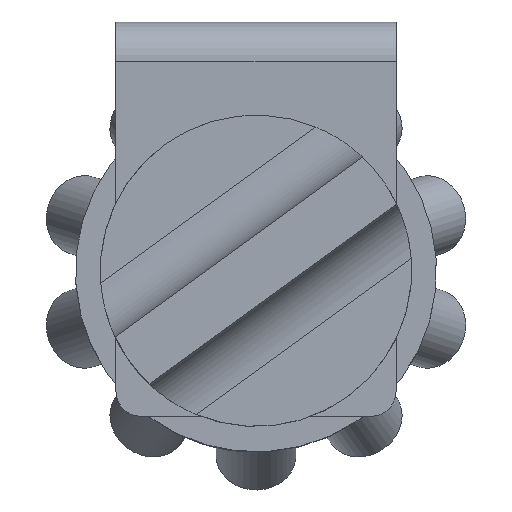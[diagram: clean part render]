
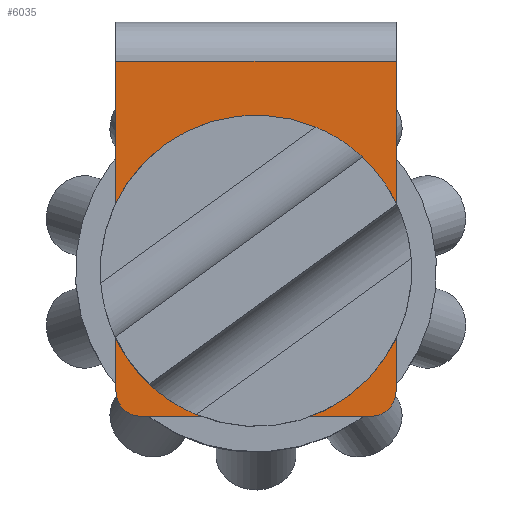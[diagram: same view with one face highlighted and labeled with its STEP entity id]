
A CAD part, top view. The second image highlights one B-rep face of the part: STEP entity #6035.
In plain terms, the highlighted planar face has unit normal (0, 0, 1).
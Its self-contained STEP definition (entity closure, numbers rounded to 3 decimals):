
#5838=CARTESIAN_POINT('',(23.428,14.765,11.377));
#5839=VERTEX_POINT('',#5838);
#5840=CARTESIAN_POINT('',(20.378,11.715,11.377));
#5841=VERTEX_POINT('',#5840);
#5842=CARTESIAN_POINT('',(20.378,14.765,11.377));
#5843=DIRECTION('',(0.,0.,-1.0));
#5844=DIRECTION('',(0.707,-0.707,0.));
#5845=AXIS2_PLACEMENT_3D('',#5842,#5843,#5844);
#5846=CIRCLE('',#5845,3.05);
#5847=EDGE_CURVE('',#5839,#5841,#5846,.T.);
#5870=CARTESIAN_POINT('',(-7.812,11.715,11.377));
#5871=VERTEX_POINT('',#5870);
#5880=CARTESIAN_POINT('',(-7.812,11.715,11.377));
#5881=DIRECTION('',(1.0,0.0,0.0));
#5882=VECTOR('',#5881,28.19);
#5883=LINE('',#5880,#5882);
#5884=EDGE_CURVE('',#5871,#5841,#5883,.T.);
#5894=CARTESIAN_POINT('',(-10.862,14.765,11.377));
#5895=VERTEX_POINT('',#5894);
#5896=CARTESIAN_POINT('',(-7.812,14.765,11.377));
#5897=DIRECTION('',(0.,0.,-1.0));
#5898=DIRECTION('',(-0.707,-0.707,0.));
#5899=AXIS2_PLACEMENT_3D('',#5896,#5897,#5898);
#5900=CIRCLE('',#5899,3.05);
#5901=EDGE_CURVE('',#5871,#5895,#5900,.T.);
#5919=CARTESIAN_POINT('',(23.428,55.145,11.377));
#5920=VERTEX_POINT('',#5919);
#5928=CARTESIAN_POINT('',(23.428,14.765,11.377));
#5929=DIRECTION('',(0.0,1.0,0.0));
#5930=VECTOR('',#5929,40.38);
#5931=LINE('',#5928,#5930);
#5932=EDGE_CURVE('',#5839,#5920,#5931,.T.);
#5948=CARTESIAN_POINT('',(-10.862,55.145,11.377));
#5949=VERTEX_POINT('',#5948);
#5963=CARTESIAN_POINT('',(-10.862,14.765,11.377));
#5964=DIRECTION('',(0.0,1.0,0.0));
#5965=VECTOR('',#5964,40.38);
#5966=LINE('',#5963,#5965);
#5967=EDGE_CURVE('',#5895,#5949,#5966,.T.);
#5980=CARTESIAN_POINT('',(-10.862,55.145,11.377));
#5981=DIRECTION('',(1.0,0.0,0.0));
#5982=VECTOR('',#5981,34.29);
#5983=LINE('',#5980,#5982);
#5984=EDGE_CURVE('',#5949,#5920,#5983,.T.);
#5989=CARTESIAN_POINT('',(-10.862,11.715,11.377));
#5990=DIRECTION('',(0.0,0.0,1.0));
#5991=DIRECTION('',(-1.0,0.0,0.0));
#5992=AXIS2_PLACEMENT_3D('',#5989,#5990,#5991);
#5993=PLANE('',#5992);
#5994=ORIENTED_EDGE('',*,*,#5984,.F.);
#5995=ORIENTED_EDGE('',*,*,#5967,.F.);
#5996=ORIENTED_EDGE('',*,*,#5901,.F.);
#5997=ORIENTED_EDGE('',*,*,#5884,.T.);
#5998=ORIENTED_EDGE('',*,*,#5847,.F.);
#5999=ORIENTED_EDGE('',*,*,#5932,.T.);
#6000=EDGE_LOOP('',(#5994,#5995,#5996,#5997,#5998,#5999));
#6001=FACE_OUTER_BOUND('',#6000,.T.);
#6002=CARTESIAN_POINT('',(-9.593,29.495,11.377));
#6003=VERTEX_POINT('',#6002);
#6004=CARTESIAN_POINT('',(-7.433,29.495,11.377));
#6005=DIRECTION('',(0.0,0.0,-1.0));
#6006=DIRECTION('',(-1.0,0.0,0.0));
#6007=AXIS2_PLACEMENT_3D('',#6004,#6005,#6006);
#6008=CIRCLE('',#6007,2.16);
#6009=EDGE_CURVE('',#6003,#6003,#6008,.T.);
#6010=ORIENTED_EDGE('',*,*,#6009,.T.);
#6011=EDGE_LOOP('',(#6010));
#6012=FACE_BOUND('',#6011,.T.);
#6013=CARTESIAN_POINT('',(17.839,29.495,11.377));
#6014=VERTEX_POINT('',#6013);
#6015=CARTESIAN_POINT('',(19.999,29.495,11.377));
#6016=DIRECTION('',(0.0,0.0,-1.0));
#6017=DIRECTION('',(-1.0,0.0,0.0));
#6018=AXIS2_PLACEMENT_3D('',#6015,#6016,#6017);
#6019=CIRCLE('',#6018,2.16);
#6020=EDGE_CURVE('',#6014,#6014,#6019,.T.);
#6021=ORIENTED_EDGE('',*,*,#6020,.T.);
#6022=EDGE_LOOP('',(#6021));
#6023=FACE_BOUND('',#6022,.T.);
#6024=CARTESIAN_POINT('',(-3.381,29.495,11.377));
#6025=VERTEX_POINT('',#6024);
#6026=CARTESIAN_POINT('',(6.156,29.495,11.377));
#6027=DIRECTION('',(0.0,0.0,-1.0));
#6028=DIRECTION('',(-1.0,0.0,0.0));
#6029=AXIS2_PLACEMENT_3D('',#6026,#6027,#6028);
#6030=CIRCLE('',#6029,9.538);
#6031=EDGE_CURVE('',#6025,#6025,#6030,.T.);
#6032=ORIENTED_EDGE('',*,*,#6031,.T.);
#6033=EDGE_LOOP('',(#6032));
#6034=FACE_BOUND('',#6033,.T.);
#6035=ADVANCED_FACE('',(#6001,#6012,#6023,#6034),#5993,.T.);
